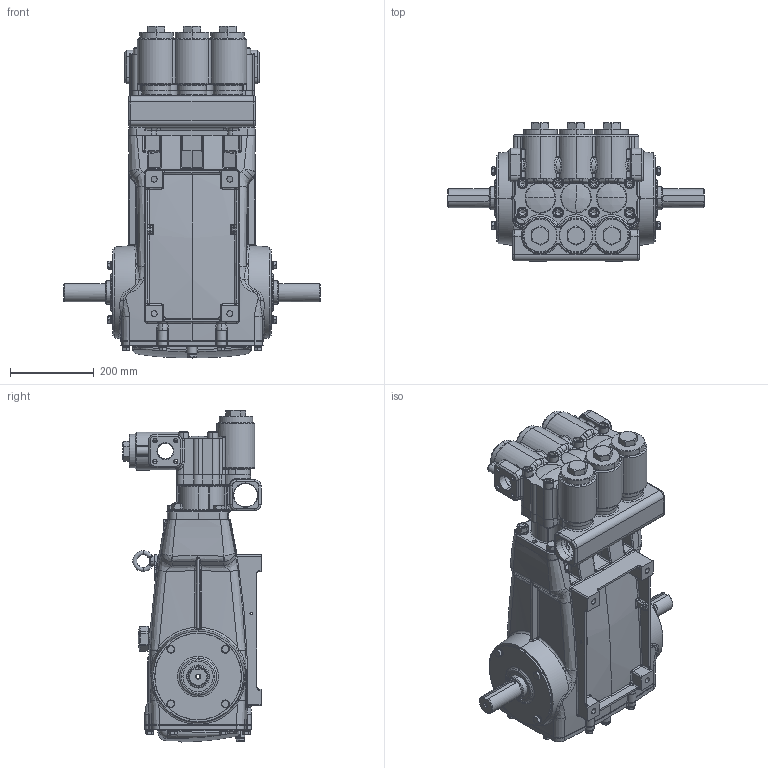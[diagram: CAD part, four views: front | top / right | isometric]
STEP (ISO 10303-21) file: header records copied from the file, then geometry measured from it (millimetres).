
FILE_DESCRIPTION (( 'STEP AP203' ), '1' );
FILE_NAME ('6747.STEP', '2022-06-01T19:53:21', ( '' ), ( '' ), 'SwSTEP 2.0', 'SolidWorks 2021', '' );
FILE_SCHEMA (( 'CONFIG_CONTROL_DESIGN' ));
Length unit declared in the file: inch
Products named in the file (1): 6747
Bounding box: 610 x 329 x 790.96 mm (x, y, z)
Surface area: 1512512 mm2 (no closed solid volume)
Topology: 0 solids, 104 shells, 2025 faces, 5740 edges, 3689 vertices
Faces by surface type: cylinder 604, plane 509, bspline 426, torus 231, cone 173, sphere 82
Entity records: 93765 total; most frequent: CARTESIAN_POINT 44896, ORIENTED_EDGE 9943, DIRECTION 9939, EDGE_CURVE 5656, AXIS2_PLACEMENT_3D 4114, VERTEX_POINT 3670, CIRCLE 2514, EDGE_LOOP 2226
